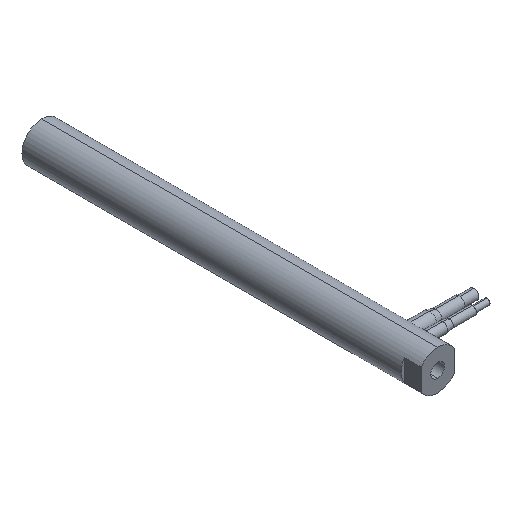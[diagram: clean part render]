
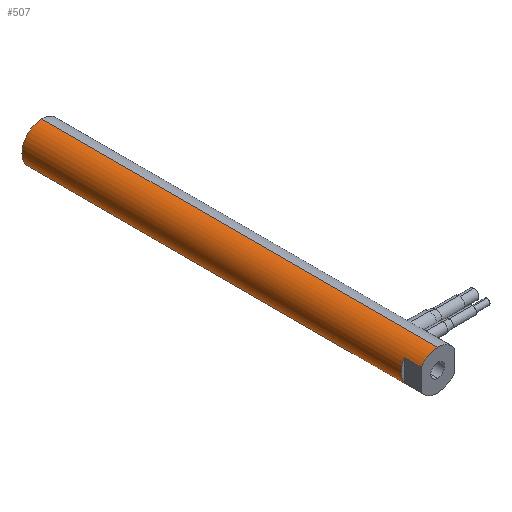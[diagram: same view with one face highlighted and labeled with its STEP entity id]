
A CAD part, isometric view. The second image highlights one B-rep face of the part: STEP entity #507.
In plain terms, the highlighted cylindrical face has radius 6 mm (diameter 12 mm), a partial arc.
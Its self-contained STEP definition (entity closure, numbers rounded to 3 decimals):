
#19 = EDGE_CURVE ( 'NONE', #309, #303, #913, .T. ) ;
#25 = EDGE_CURVE ( 'NONE', #391, #301, #1116, .T. ) ;
#26 = EDGE_CURVE ( 'NONE', #309, #391, #1121, .T. ) ;
#27 = EDGE_CURVE ( 'NONE', #300, #301, #1125, .T. ) ;
#28 = EDGE_CURVE ( 'NONE', #306, #300, #1119, .T. ) ;
#29 = EDGE_CURVE ( 'NONE', #295, #306, #1117, .T. ) ;
#30 = EDGE_CURVE ( 'NONE', #295, #302, #1122, .T. ) ;
#31 = EDGE_CURVE ( 'NONE', #303, #302, #604, .T. ) ;
#96 = AXIS2_PLACEMENT_3D ( 'NONE', #787, #786, #782 ) ;
#97 = AXIS2_PLACEMENT_3D ( 'NONE', #783, #776, #774 ) ;
#98 = AXIS2_PLACEMENT_3D ( 'NONE', #765, #758, #761 ) ;
#99 = AXIS2_PLACEMENT_3D ( 'NONE', #799, #798, #797 ) ;
#163 = AXIS2_PLACEMENT_3D ( 'NONE', #896, #897, #904 ) ;
#295 = VERTEX_POINT ( 'NONE', #1103 ) ;
#300 = VERTEX_POINT ( 'NONE', #1097 ) ;
#301 = VERTEX_POINT ( 'NONE', #1096 ) ;
#302 = VERTEX_POINT ( 'NONE', #1095 ) ;
#303 = VERTEX_POINT ( 'NONE', #1094 ) ;
#306 = VERTEX_POINT ( 'NONE', #1089 ) ;
#309 = VERTEX_POINT ( 'NONE', #1086 ) ;
#326 = ORIENTED_EDGE ( 'NONE', *, *, #25, .T. ) ;
#327 = ORIENTED_EDGE ( 'NONE', *, *, #19, .F. ) ;
#328 = ORIENTED_EDGE ( 'NONE', *, *, #30, .T. ) ;
#329 = ORIENTED_EDGE ( 'NONE', *, *, #28, .F. ) ;
#331 = ORIENTED_EDGE ( 'NONE', *, *, #27, .F. ) ;
#333 = ORIENTED_EDGE ( 'NONE', *, *, #26, .T. ) ;
#335 = ORIENTED_EDGE ( 'NONE', *, *, #29, .F. ) ;
#391 = VERTEX_POINT ( 'NONE', #1207 ) ;
#431 = EDGE_LOOP ( 'NONE', ( #327, #333, #326, #331, #329, #335, #328, #1058 ) ) ;
#459 = VECTOR ( 'NONE', #687, 1000. ) ;
#507 = ADVANCED_FACE ( 'NONE', ( #823 ), #998, .T. ) ;
#604 = CIRCLE ( 'NONE', #99, 6. ) ;
#606 = VECTOR ( 'NONE', #759, 1000. ) ;
#620 = DIRECTION ( 'NONE',  ( 0., -1., 0. ) ) ;
#641 = CARTESIAN_POINT ( 'NONE',  ( 0., 0., -6. ) ) ;
#687 = DIRECTION ( 'NONE',  ( 0., -1., 0. ) ) ;
#725 = CARTESIAN_POINT ( 'NONE',  ( 0., 0., 6. ) ) ;
#758 = DIRECTION ( 'NONE',  ( 0., -1., 0. ) ) ;
#759 = DIRECTION ( 'NONE',  ( 0., -1., 0. ) ) ;
#761 = DIRECTION ( 'NONE',  ( 0., 0., -1. ) ) ;
#764 = CARTESIAN_POINT ( 'NONE',  ( -5., 5., 3.317 ) ) ;
#765 = CARTESIAN_POINT ( 'NONE',  ( 0., 5., 0. ) ) ;
#774 = DIRECTION ( 'NONE',  ( 0., 0., -1. ) ) ;
#776 = DIRECTION ( 'NONE',  ( 0., -1., 0. ) ) ;
#782 = DIRECTION ( 'NONE',  ( 0., 0., -1. ) ) ;
#783 = CARTESIAN_POINT ( 'NONE',  ( 0., 0., 0. ) ) ;
#786 = DIRECTION ( 'NONE',  ( 0., -1., 0. ) ) ;
#787 = CARTESIAN_POINT ( 'NONE',  ( 0., 120., 0. ) ) ;
#788 = DIRECTION ( 'NONE',  ( 0., -1., 0. ) ) ;
#789 = CARTESIAN_POINT ( 'NONE',  ( -5., 5., -3.317 ) ) ;
#797 = DIRECTION ( 'NONE',  ( 0., 0., -1. ) ) ;
#798 = DIRECTION ( 'NONE',  ( 0., -1., 0. ) ) ;
#799 = CARTESIAN_POINT ( 'NONE',  ( 0., 0., 0. ) ) ;
#823 = FACE_OUTER_BOUND ( 'NONE', #431, .T. ) ;
#896 = CARTESIAN_POINT ( 'NONE',  ( 0., 0., 0. ) ) ;
#897 = DIRECTION ( 'NONE',  ( 0., -1., 0. ) ) ;
#904 = DIRECTION ( 'NONE',  ( 0., 0., -1. ) ) ;
#913 = LINE ( 'NONE', #725, #459 ) ;
#998 = CYLINDRICAL_SURFACE ( 'NONE', #163, 6. ) ;
#1058 = ORIENTED_EDGE ( 'NONE', *, *, #31, .F. ) ;
#1086 = CARTESIAN_POINT ( 'NONE',  ( 0., 120., 6. ) ) ;
#1089 = CARTESIAN_POINT ( 'NONE',  ( -5., 5., -3.317 ) ) ;
#1094 = CARTESIAN_POINT ( 'NONE',  ( 0., 0., 6. ) ) ;
#1095 = CARTESIAN_POINT ( 'NONE',  ( -5., 0., 3.317 ) ) ;
#1096 = CARTESIAN_POINT ( 'NONE',  ( 0., 0., -6. ) ) ;
#1097 = CARTESIAN_POINT ( 'NONE',  ( -5., 0., -3.317 ) ) ;
#1103 = CARTESIAN_POINT ( 'NONE',  ( -5., 5., 3.317 ) ) ;
#1116 = LINE ( 'NONE', #641, #1120 ) ;
#1117 = CIRCLE ( 'NONE', #98, 6. ) ;
#1119 = LINE ( 'NONE', #789, #1123 ) ;
#1120 = VECTOR ( 'NONE', #620, 1000. ) ;
#1121 = CIRCLE ( 'NONE', #96, 6. ) ;
#1122 = LINE ( 'NONE', #764, #606 ) ;
#1123 = VECTOR ( 'NONE', #788, 1000. ) ;
#1125 = CIRCLE ( 'NONE', #97, 6. ) ;
#1207 = CARTESIAN_POINT ( 'NONE',  ( 0., 120., -6. ) ) ;
